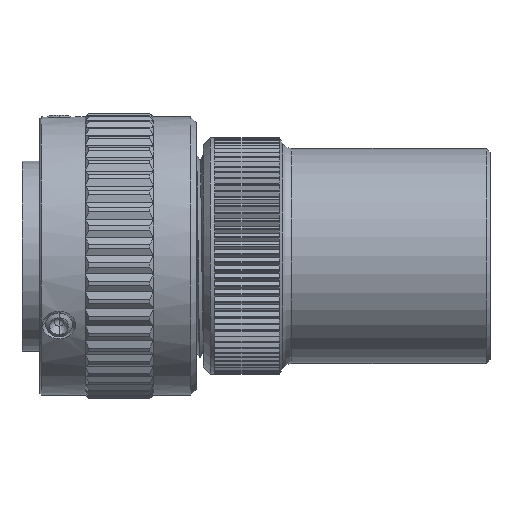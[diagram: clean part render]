
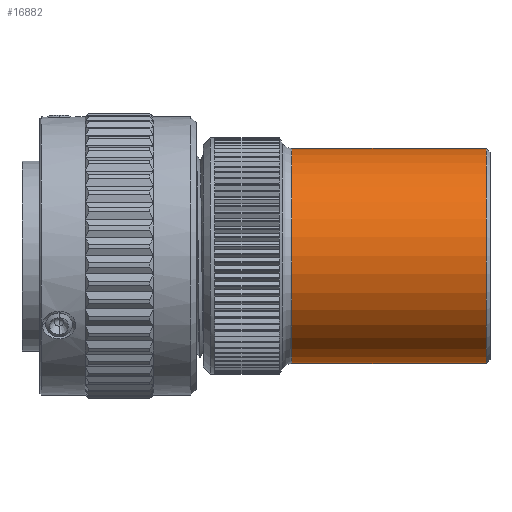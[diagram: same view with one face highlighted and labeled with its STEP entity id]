
A CAD part, top view. The second image highlights one B-rep face of the part: STEP entity #16882.
In plain terms, the highlighted cylindrical face has radius 15 mm (diameter 30 mm), a partial arc.
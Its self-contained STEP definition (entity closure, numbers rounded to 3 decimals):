
#46=CARTESIAN_POINT('',(39.5,0.,0.));
#47=DIRECTION('',(1.,0.,0.));
#48=DIRECTION('',(0.,1.,0.));
#49=AXIS2_PLACEMENT_3D('',#46,#47,#48);
#51=DIRECTION('',(-1.,0.,0.));
#52=VECTOR('',#51,27.168);
#53=CARTESIAN_POINT('',(39.5,15.,0.));
#54=LINE('1211',#53,#52);
#55=DIRECTION('',(-1.,0.,0.));
#56=VECTOR('',#55,27.168);
#57=CARTESIAN_POINT('',(39.5,-15.,0.));
#58=LINE('1213',#57,#56);
#79=CARTESIAN_POINT('',(12.332,0.,0.));
#80=DIRECTION('',(1.,0.,0.));
#81=DIRECTION('',(0.,1.,0.));
#82=AXIS2_PLACEMENT_3D('',#79,#80,#81);
#14074=CARTESIAN_POINT('',(39.5,15.,0.));
#14075=CARTESIAN_POINT('',(12.332,15.,0.));
#14076=VERTEX_POINT('',#14074);
#14077=VERTEX_POINT('',#14075);
#14082=CARTESIAN_POINT('',(39.5,-15.,0.));
#14083=CARTESIAN_POINT('',(12.332,-15.,0.));
#14084=VERTEX_POINT('',#14082);
#14085=VERTEX_POINT('',#14083);
#16868=CARTESIAN_POINT('',(-2.,0.,0.));
#16869=DIRECTION('',(1.,0.,0.));
#16870=DIRECTION('',(0.,-1.,0.));
#16871=AXIS2_PLACEMENT_3D('',#16868,#16869,#16870);
#16872=CYLINDRICAL_SURFACE('246',#16871,15.);
#16874=ORIENTED_EDGE('1211',*,*,#16873,.F.);
#16875=ORIENTED_EDGE('1259',*,*,#16856,.T.);
#16877=ORIENTED_EDGE('1213',*,*,#16876,.T.);
#16879=ORIENTED_EDGE('1252',*,*,#16878,.F.);
#16880=EDGE_LOOP('246',(#16874,#16875,#16877,#16879));
#16881=FACE_OUTER_BOUND('246',#16880,.F.);
#50=CIRCLE('1259',#49,15.);
#83=CIRCLE('1252',#82,15.);
#16856=EDGE_CURVE('1259',#14076,#14084,#50,.T.);
#16873=EDGE_CURVE('1211',#14076,#14077,#54,.T.);
#16876=EDGE_CURVE('1213',#14084,#14085,#58,.T.);
#16878=EDGE_CURVE('1252',#14077,#14085,#83,.T.);
#16882=ADVANCED_FACE('246',(#16881),#16872,.T.);
